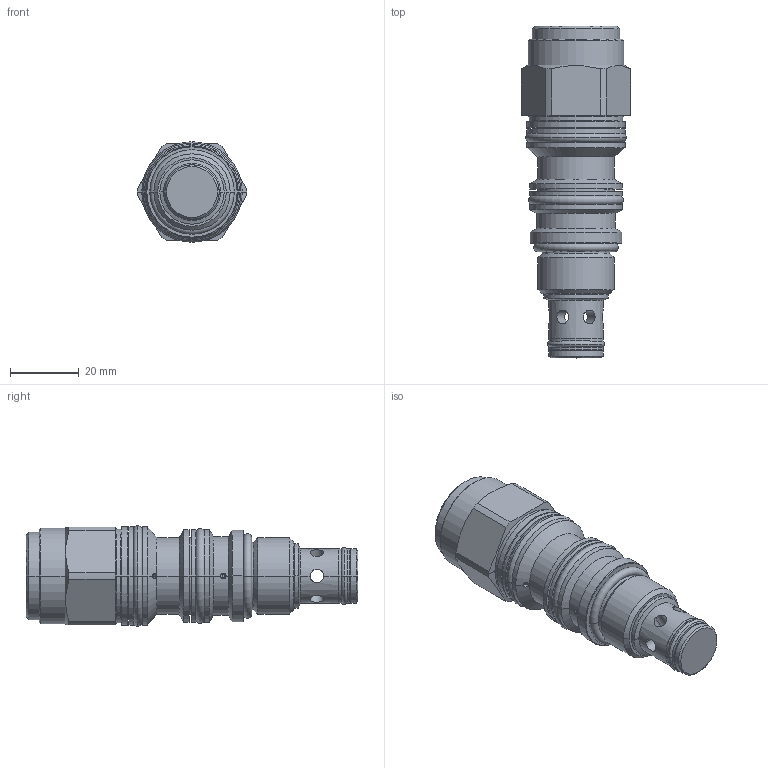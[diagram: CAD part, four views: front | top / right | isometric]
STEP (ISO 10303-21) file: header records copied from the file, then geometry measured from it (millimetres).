
FILE_DESCRIPTION((''),'2;1');
FILE_NAME('ASM0001_SW0001','2018-04-27T',('mg1'),(''),'PRO/ENGINEER BY PARAMETRIC TECHNOLOGY CORPORATION, 2014200','PRO/ENGINEER BY PARAMETRIC TECHNOLOGY CORPORATION, 2014200','');
FILE_SCHEMA(('CONFIG_CONTROL_DESIGN'));
Length unit declared in the file: inch
Products named in the file (1): ASM0001_SW0001
Bounding box: 31.75 x 96.6 x 29.26 mm (x, y, z)
Volume: 44474.9 mm3; surface area: 13437.5 mm2
Topology: 6 solids, 6 shells, 175 faces, 386 edges, 226 vertices
Faces by surface type: cylinder 80, cone 40, plane 35, torus 20
Entity records: 5539 total; most frequent: CARTESIAN_POINT 1541, DIRECTION 902, ORIENTED_EDGE 772, EDGE_CURVE 386, AXIS2_PLACEMENT_3D 380, VERTEX_POINT 226, CIRCLE 204, EDGE_LOOP 198
